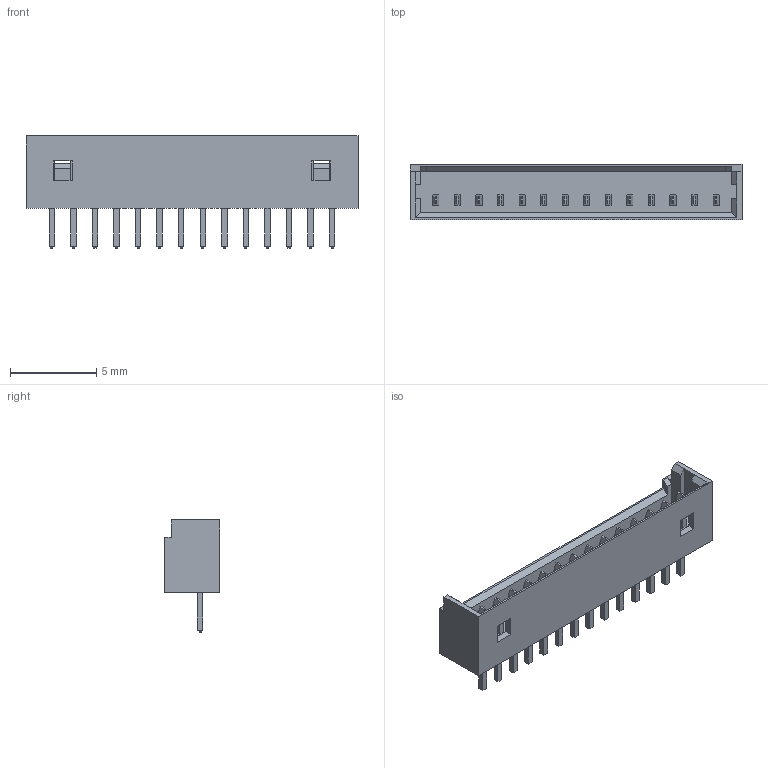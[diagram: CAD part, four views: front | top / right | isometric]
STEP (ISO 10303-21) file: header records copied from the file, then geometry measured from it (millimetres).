
FILE_DESCRIPTION(('FreeCAD Model'),'2;1');
FILE_NAME('Molex_PicoBlade_53047_X.step','2018-10-24T00:22:57',( 'kicad StepUp'),('ksu MCAD'),'Open CASCADE STEP processor 7.3', 'FreeCAD','Unknown');
FILE_SCHEMA(('AUTOMOTIVE_DESIGN { 1 0 10303 214 1 1 1 1 }'));
Length unit declared in the file: millimetre
Products named in the file (1): Molex_PicoBlade_53047_X
Bounding box: 19.25 x 3.2 x 6.5 mm (x, y, z)
Volume: 123.1 mm3; surface area: 505.2 mm2
Topology: 1 solids, 1 shells, 378 faces, 1040 edges, 636 vertices
Faces by surface type: plane 378
Entity records: 14307 total; most frequent: ORIENTED_EDGE 2080, CARTESIAN_POINT 2055, DIRECTION 1798, EDGE_CURVE 1040, LINE 1040, VECTOR 1040, VERTEX_POINT 636, FACE_BOUND 410
